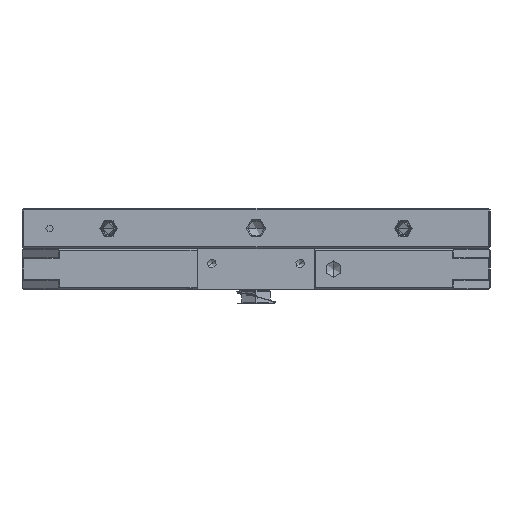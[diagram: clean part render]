
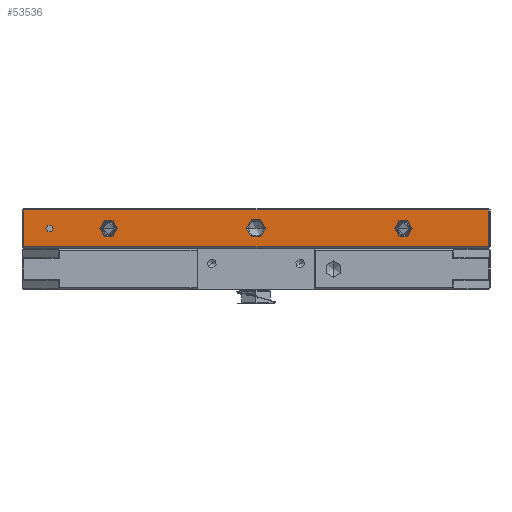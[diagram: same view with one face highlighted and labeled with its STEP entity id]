
A CAD part, left-side view. The second image highlights one B-rep face of the part: STEP entity #53536.
In plain terms, the highlighted face is planar.
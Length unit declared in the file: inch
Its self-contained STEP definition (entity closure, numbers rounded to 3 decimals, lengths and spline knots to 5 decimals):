
#44692=CARTESIAN_POINT('',(7.,0.688,-14.75));
#44693=DIRECTION('',(0.,0.,1.));
#44694=DIRECTION('',(1.,0.,0.));
#44695=AXIS2_PLACEMENT_3D('',#44692,#44693,#44694);
#44697=CARTESIAN_POINT('',(7.,0.688,-14.75));
#44698=DIRECTION('',(0.,0.,1.));
#44699=DIRECTION('',(-1.,0.,0.));
#44700=AXIS2_PLACEMENT_3D('',#44697,#44698,#44699);
#44702=DIRECTION('',(-1.,0.,0.));
#44703=VECTOR('',#44702,15.755);
#44704=CARTESIAN_POINT('',(7.8775,1.315,-14.75));
#44705=LINE('',#44704,#44703);
#44706=DIRECTION('',(0.,-1.,0.));
#44707=VECTOR('',#44706,1.255);
#44708=CARTESIAN_POINT('',(-7.8775,1.315,-14.75));
#44709=LINE('',#44708,#44707);
#44710=DIRECTION('',(1.,0.,0.));
#44711=VECTOR('',#44710,15.755);
#44712=CARTESIAN_POINT('',(-7.8775,0.06,-14.75));
#44713=LINE('',#44712,#44711);
#44714=DIRECTION('',(0.,-1.,0.));
#44715=VECTOR('',#44714,1.255);
#44716=CARTESIAN_POINT('',(7.8775,1.315,-14.75));
#44717=LINE('',#44716,#44715);
#44718=CARTESIAN_POINT('',(0.,0.688,-14.74999));
#44719=DIRECTION('',(0.,0.,1.));
#44720=DIRECTION('',(-1.,0.,0.));
#44721=AXIS2_PLACEMENT_3D('',#44718,#44719,#44720);
#44723=CARTESIAN_POINT('',(0.,0.688,-14.74999));
#44724=DIRECTION('',(0.,0.,1.));
#44725=DIRECTION('',(1.,0.,0.));
#44726=AXIS2_PLACEMENT_3D('',#44723,#44724,#44725);
#44728=CARTESIAN_POINT('',(5.,0.688,-14.74999));
#44729=DIRECTION('',(0.,0.,1.));
#44730=DIRECTION('',(-1.,0.,0.));
#44731=AXIS2_PLACEMENT_3D('',#44728,#44729,#44730);
#44733=CARTESIAN_POINT('',(5.,0.688,-14.74999));
#44734=DIRECTION('',(0.,0.,1.));
#44735=DIRECTION('',(1.,0.,0.));
#44736=AXIS2_PLACEMENT_3D('',#44733,#44734,#44735);
#44738=CARTESIAN_POINT('',(-5.,0.688,-14.74999));
#44739=DIRECTION('',(0.,0.,1.));
#44740=DIRECTION('',(-1.,0.,0.));
#44741=AXIS2_PLACEMENT_3D('',#44738,#44739,#44740);
#44743=CARTESIAN_POINT('',(-5.,0.688,-14.74999));
#44744=DIRECTION('',(0.,0.,1.));
#44745=DIRECTION('',(1.,0.,0.));
#44746=AXIS2_PLACEMENT_3D('',#44743,#44744,#44745);
#51448=CARTESIAN_POINT('',(7.125,0.688,-14.75));
#51449=CARTESIAN_POINT('',(6.875,0.688,-14.75));
#51450=VERTEX_POINT('',#51448);
#51451=VERTEX_POINT('',#51449);
#51910=CARTESIAN_POINT('',(7.8775,1.315,-14.75));
#51911=CARTESIAN_POINT('',(-7.8775,1.315,-14.75));
#51912=VERTEX_POINT('',#51910);
#51913=VERTEX_POINT('',#51911);
#51914=CARTESIAN_POINT('',(-7.8775,0.06,-14.75));
#51915=VERTEX_POINT('',#51914);
#51916=CARTESIAN_POINT('',(7.8775,0.06,-14.75));
#51917=VERTEX_POINT('',#51916);
#51990=CARTESIAN_POINT('',(-0.33344,0.688,-14.74999));
#51991=CARTESIAN_POINT('',(0.33344,0.688,-14.74999));
#51992=VERTEX_POINT('',#51990);
#51993=VERTEX_POINT('',#51991);
#52694=CARTESIAN_POINT('',(4.7,0.688,-14.74999));
#52695=CARTESIAN_POINT('',(5.3,0.688,-14.74999));
#52696=VERTEX_POINT('',#52694);
#52697=VERTEX_POINT('',#52695);
#52702=CARTESIAN_POINT('',(-5.3,0.688,-14.74999));
#52703=CARTESIAN_POINT('',(-4.7,0.688,-14.74999));
#52704=VERTEX_POINT('',#52702);
#52705=VERTEX_POINT('',#52703);
#53499=CARTESIAN_POINT('',(7.9375,0.,-14.75));
#53500=DIRECTION('',(0.,0.,-1.));
#53501=DIRECTION('',(-1.,0.,0.));
#53502=AXIS2_PLACEMENT_3D('',#53499,#53500,#53501);
#53503=PLANE('',#53502);
#53505=ORIENTED_EDGE('',*,*,#53504,.T.);
#53506=ORIENTED_EDGE('',*,*,#53473,.T.);
#53507=ORIENTED_EDGE('',*,*,#53487,.T.);
#53509=ORIENTED_EDGE('',*,*,#53508,.F.);
#53510=EDGE_LOOP('',(#53505,#53506,#53507,#53509));
#53511=FACE_OUTER_BOUND('',#53510,.F.);
#53513=ORIENTED_EDGE('',*,*,#53512,.F.);
#53515=ORIENTED_EDGE('',*,*,#53514,.F.);
#53516=EDGE_LOOP('',(#53513,#53515));
#53517=FACE_BOUND('',#53516,.F.);
#53519=ORIENTED_EDGE('',*,*,#53518,.F.);
#53521=ORIENTED_EDGE('',*,*,#53520,.F.);
#53522=EDGE_LOOP('',(#53519,#53521));
#53523=FACE_BOUND('',#53522,.F.);
#53525=ORIENTED_EDGE('',*,*,#53524,.F.);
#53527=ORIENTED_EDGE('',*,*,#53526,.F.);
#53528=EDGE_LOOP('',(#53525,#53527));
#53529=FACE_BOUND('',#53528,.F.);
#53531=ORIENTED_EDGE('',*,*,#53530,.F.);
#53533=ORIENTED_EDGE('',*,*,#53532,.F.);
#53534=EDGE_LOOP('',(#53531,#53533));
#53535=FACE_BOUND('',#53534,.F.);
#53536=ADVANCED_FACE('',(#53511,#53517,#53523,#53529,#53535),#53503,.T.);
#44696=CIRCLE('',#44695,0.125);
#44701=CIRCLE('',#44700,0.125);
#44722=CIRCLE('',#44721,0.33344);
#44727=CIRCLE('',#44726,0.33344);
#44732=CIRCLE('',#44731,0.3);
#44737=CIRCLE('',#44736,0.3);
#44742=CIRCLE('',#44741,0.3);
#44747=CIRCLE('',#44746,0.3);
#53473=EDGE_CURVE('',#51913,#51915,#44709,.T.);
#53487=EDGE_CURVE('',#51915,#51917,#44713,.T.);
#53504=EDGE_CURVE('',#51912,#51913,#44705,.T.);
#53508=EDGE_CURVE('',#51912,#51917,#44717,.T.);
#53512=EDGE_CURVE('',#51450,#51451,#44696,.T.);
#53514=EDGE_CURVE('',#51451,#51450,#44701,.T.);
#53518=EDGE_CURVE('',#51992,#51993,#44722,.T.);
#53520=EDGE_CURVE('',#51993,#51992,#44727,.T.);
#53524=EDGE_CURVE('',#52696,#52697,#44732,.T.);
#53526=EDGE_CURVE('',#52697,#52696,#44737,.T.);
#53530=EDGE_CURVE('',#52704,#52705,#44742,.T.);
#53532=EDGE_CURVE('',#52705,#52704,#44747,.T.);
